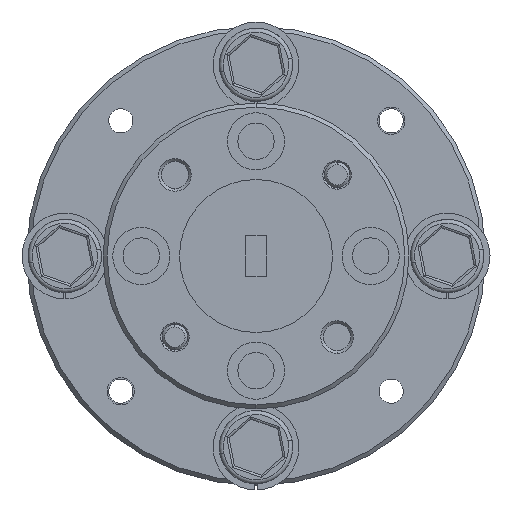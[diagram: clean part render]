
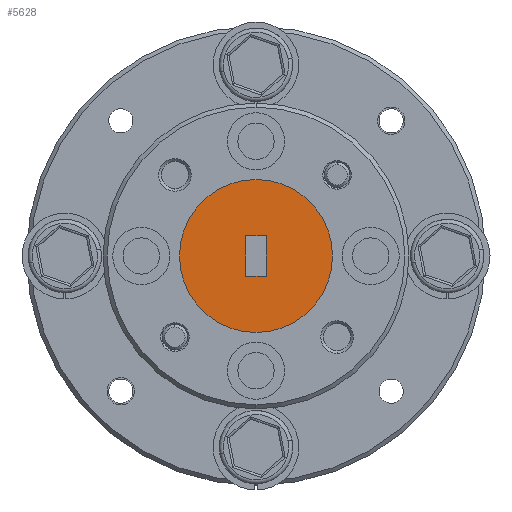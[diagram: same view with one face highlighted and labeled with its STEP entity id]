
A CAD part, left-side view. The second image highlights one B-rep face of the part: STEP entity #5628.
In plain terms, the highlighted planar face has unit normal (-1, 0, 0).
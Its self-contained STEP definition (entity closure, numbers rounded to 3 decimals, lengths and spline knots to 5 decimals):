
#1206 = CARTESIAN_POINT ( 'NONE',  ( -0.77238, 0.00285, 0.02859 ) ) ;
#1756 = ORIENTED_EDGE ( 'NONE', *, *, #2783, .F. ) ;
#1852 = LINE ( 'NONE', #14201, #6118 ) ;
#2783 = EDGE_CURVE ( 'NONE', #11546, #19304, #4932, .T. ) ;
#3179 = EDGE_LOOP ( 'NONE', ( #20807, #1756 ) ) ;
#3840 = FACE_BOUND ( 'NONE', #21425, .T. ) ;
#4932 = CIRCLE ( 'NONE', #17422, 0.1875 ) ;
#5002 = DIRECTION ( 'NONE',  ( 1., 0., 0. ) ) ;
#5379 = LINE ( 'NONE', #10676, #30941 ) ;
#5628 = ADVANCED_FACE ( 'NONE', ( #3840, #20475 ), #8554, .F. ) ;
#5830 = VERTEX_POINT ( 'NONE', #24175 ) ;
#6118 = VECTOR ( 'NONE', #19614, 39.37008 ) ;
#6206 = ORIENTED_EDGE ( 'NONE', *, *, #25419, .F. ) ;
#6426 = DIRECTION ( 'NONE',  ( 0., 0., 1. ) ) ;
#7194 = CARTESIAN_POINT ( 'NONE',  ( -0.77238, 0.21535, -0.02141 ) ) ;
#7704 = CARTESIAN_POINT ( 'NONE',  ( -0.77238, 0.19035, 0.21609 ) ) ;
#8554 = PLANE ( 'NONE',  #11614 ) ;
#8692 = CARTESIAN_POINT ( 'NONE',  ( -0.77238, 0.19035, 0.02859 ) ) ;
#9449 = CARTESIAN_POINT ( 'NONE',  ( -0.77238, 0.16535, 0.07859 ) ) ;
#10676 = CARTESIAN_POINT ( 'NONE',  ( -0.77238, 0.21535, -0.02141 ) ) ;
#10813 = AXIS2_PLACEMENT_3D ( 'NONE', #17297, #5002, #22277 ) ;
#11368 = DIRECTION ( 'NONE',  ( 1., 0., 0. ) ) ;
#11546 = VERTEX_POINT ( 'NONE', #16390 ) ;
#11614 = AXIS2_PLACEMENT_3D ( 'NONE', #1206, #23678, #13618 ) ;
#11992 = LINE ( 'NONE', #14546, #16658 ) ;
#13009 = LINE ( 'NONE', #29281, #25410 ) ;
#13618 = DIRECTION ( 'NONE',  ( 0., 0., 1. ) ) ;
#14201 = CARTESIAN_POINT ( 'NONE',  ( -0.77238, 0.16535, -0.02141 ) ) ;
#14546 = CARTESIAN_POINT ( 'NONE',  ( -0.77238, 0.21535, -0.02141 ) ) ;
#16390 = CARTESIAN_POINT ( 'NONE',  ( -0.77238, 0.19035, -0.15891 ) ) ;
#16627 = EDGE_CURVE ( 'NONE', #19304, #11546, #25836, .T. ) ;
#16658 = VECTOR ( 'NONE', #26581, 39.37008 ) ;
#17297 = CARTESIAN_POINT ( 'NONE',  ( -0.77238, 0.19035, 0.02859 ) ) ;
#17422 = AXIS2_PLACEMENT_3D ( 'NONE', #8692, #11368, #6426 ) ;
#18817 = CARTESIAN_POINT ( 'NONE',  ( -0.77238, 0.21535, 0.07859 ) ) ;
#19304 = VERTEX_POINT ( 'NONE', #7704 ) ;
#19614 = DIRECTION ( 'NONE',  ( 0., 0., 1. ) ) ;
#20475 = FACE_OUTER_BOUND ( 'NONE', #3179, .T. ) ;
#20807 = ORIENTED_EDGE ( 'NONE', *, *, #16627, .F. ) ;
#20864 = ORIENTED_EDGE ( 'NONE', *, *, #24624, .F. ) ;
#21319 = ORIENTED_EDGE ( 'NONE', *, *, #31583, .F. ) ;
#21425 = EDGE_LOOP ( 'NONE', ( #20864, #22782, #6206, #21319 ) ) ;
#22277 = DIRECTION ( 'NONE',  ( 0., 0., 1. ) ) ;
#22315 = VERTEX_POINT ( 'NONE', #7194 ) ;
#22680 = VERTEX_POINT ( 'NONE', #18817 ) ;
#22782 = ORIENTED_EDGE ( 'NONE', *, *, #26267, .F. ) ;
#23386 = VERTEX_POINT ( 'NONE', #9449 ) ;
#23678 = DIRECTION ( 'NONE',  ( 1., 0., 0. ) ) ;
#24175 = CARTESIAN_POINT ( 'NONE',  ( -0.77238, 0.16535, -0.02141 ) ) ;
#24624 = EDGE_CURVE ( 'NONE', #22680, #22315, #5379, .T. ) ;
#25393 = DIRECTION ( 'NONE',  ( 0., 0., -1. ) ) ;
#25410 = VECTOR ( 'NONE', #26784, 39.37008 ) ;
#25419 = EDGE_CURVE ( 'NONE', #5830, #23386, #1852, .T. ) ;
#25836 = CIRCLE ( 'NONE', #10813, 0.1875 ) ;
#26267 = EDGE_CURVE ( 'NONE', #23386, #22680, #13009, .T. ) ;
#26581 = DIRECTION ( 'NONE',  ( 0., -1., 0. ) ) ;
#26784 = DIRECTION ( 'NONE',  ( 0., 1., 0. ) ) ;
#29281 = CARTESIAN_POINT ( 'NONE',  ( -0.77238, 0.21535, 0.07859 ) ) ;
#30941 = VECTOR ( 'NONE', #25393, 39.37008 ) ;
#31583 = EDGE_CURVE ( 'NONE', #22315, #5830, #11992, .T. ) ;
